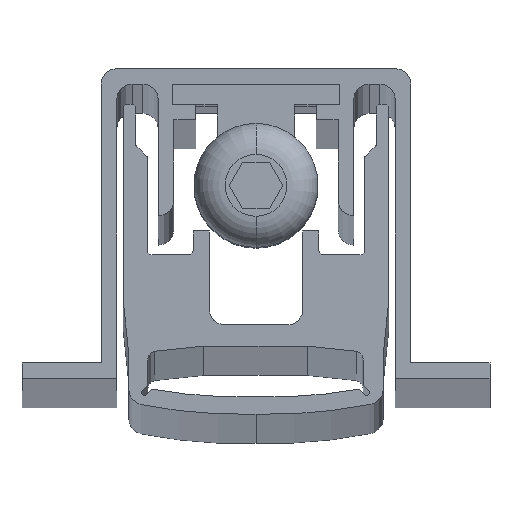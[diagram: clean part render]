
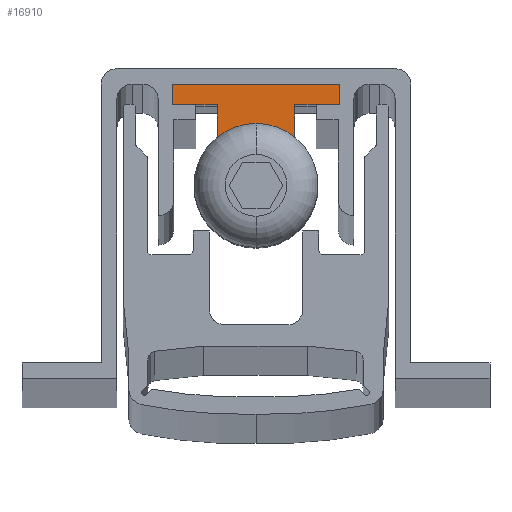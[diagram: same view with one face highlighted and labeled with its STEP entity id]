
A CAD part, top view. The second image highlights one B-rep face of the part: STEP entity #16910.
In plain terms, the highlighted planar face has unit normal (0, 0, 1).
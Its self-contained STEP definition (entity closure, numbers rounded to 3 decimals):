
#242 = VERTEX_POINT ( 'NONE', #32867 ) ;
#597 = VERTEX_POINT ( 'NONE', #14079 ) ;
#766 = DIRECTION ( 'NONE',  ( 1., 0., 0. ) ) ;
#1332 = DIRECTION ( 'NONE',  ( 0., 1., 0. ) ) ;
#1368 = EDGE_CURVE ( 'NONE', #18454, #30189, #22745, .T. ) ;
#1965 = DIRECTION ( 'NONE',  ( 0., -1., 0. ) ) ;
#2453 = EDGE_CURVE ( 'NONE', #16284, #242, #21697, .T. ) ;
#2976 = LINE ( 'NONE', #18617, #32452 ) ;
#3024 = AXIS2_PLACEMENT_3D ( 'NONE', #32613, #11764, #16802 ) ;
#3644 = AXIS2_PLACEMENT_3D ( 'NONE', #7514, #25620, #1965 ) ;
#3971 = ORIENTED_EDGE ( 'NONE', *, *, #14263, .F. ) ;
#4296 = CARTESIAN_POINT ( 'NONE',  ( -5.4, 5.25, -1. ) ) ;
#4365 = EDGE_CURVE ( 'NONE', #597, #25471, #6576, .T. ) ;
#4849 = CARTESIAN_POINT ( 'NONE',  ( 5.4, 5.25, -1. ) ) ;
#5770 = ORIENTED_EDGE ( 'NONE', *, *, #14011, .T. ) ;
#5839 = ORIENTED_EDGE ( 'NONE', *, *, #2453, .T. ) ;
#5963 = CARTESIAN_POINT ( 'NONE',  ( -2.5, 0., -1. ) ) ;
#6002 = DIRECTION ( 'NONE',  ( 0., 1., 0. ) ) ;
#6550 = DIRECTION ( 'NONE',  ( 0., 0., 1. ) ) ;
#6576 = CIRCLE ( 'NONE', #31550, 2.5 ) ;
#7514 = CARTESIAN_POINT ( 'NONE',  ( 0., 0., -1. ) ) ;
#8206 = VECTOR ( 'NONE', #15923, 1000. ) ;
#8378 = DIRECTION ( 'NONE',  ( 1., 0., 0. ) ) ;
#8717 = CIRCLE ( 'NONE', #3644, 2.5 ) ;
#9463 = CARTESIAN_POINT ( 'NONE',  ( -2.5, 0., -1. ) ) ;
#10707 = CARTESIAN_POINT ( 'NONE',  ( 2.5, 0., -1. ) ) ;
#11408 = PLANE ( 'NONE',  #3024 ) ;
#11764 = DIRECTION ( 'NONE',  ( 0., 0., -1. ) ) ;
#11897 = CARTESIAN_POINT ( 'NONE',  ( -5.4, 5.25, -1. ) ) ;
#11933 = CARTESIAN_POINT ( 'NONE',  ( -2.5, 5.25, -1. ) ) ;
#11941 = LINE ( 'NONE', #14715, #30820 ) ;
#12334 = CARTESIAN_POINT ( 'NONE',  ( 5.4, 6.55, -1. ) ) ;
#12406 = ORIENTED_EDGE ( 'NONE', *, *, #18834, .F. ) ;
#12515 = EDGE_CURVE ( 'NONE', #25471, #13624, #16618, .T. ) ;
#12561 = EDGE_LOOP ( 'NONE', ( #12406, #32429, #30319, #3971, #5839, #5770, #33089, #33121, #30234 ) ) ;
#13624 = VERTEX_POINT ( 'NONE', #11933 ) ;
#13664 = CARTESIAN_POINT ( 'NONE',  ( -5.4, 6.55, -1. ) ) ;
#14011 = EDGE_CURVE ( 'NONE', #242, #13624, #24598, .T. ) ;
#14079 = CARTESIAN_POINT ( 'NONE',  ( 0., 2.5, -1. ) ) ;
#14263 = EDGE_CURVE ( 'NONE', #16284, #31833, #26979, .T. ) ;
#14476 = CARTESIAN_POINT ( 'NONE',  ( 2.5, 6.55, -1. ) ) ;
#14715 = CARTESIAN_POINT ( 'NONE',  ( 5.4, 6.55, -1. ) ) ;
#15903 = EDGE_CURVE ( 'NONE', #29411, #597, #8717, .T. ) ;
#15923 = DIRECTION ( 'NONE',  ( 0., -1., 0. ) ) ;
#16284 = VERTEX_POINT ( 'NONE', #28061 ) ;
#16618 = LINE ( 'NONE', #9463, #31475 ) ;
#16802 = DIRECTION ( 'NONE',  ( 0., 1., 0. ) ) ;
#16910 = ADVANCED_FACE ( 'NONE', ( #20100 ), #11408, .F. ) ;
#18454 = VERTEX_POINT ( 'NONE', #19383 ) ;
#18617 = CARTESIAN_POINT ( 'NONE',  ( 2.5, 0., -1. ) ) ;
#18834 = EDGE_CURVE ( 'NONE', #18454, #29411, #2976, .T. ) ;
#19383 = CARTESIAN_POINT ( 'NONE',  ( 2.5, 5.25, -1. ) ) ;
#19893 = VECTOR ( 'NONE', #8378, 1000. ) ;
#20100 = FACE_OUTER_BOUND ( 'NONE', #12561, .T. ) ;
#20112 = DIRECTION ( 'NONE',  ( 0., -1., 0. ) ) ;
#20167 = EDGE_CURVE ( 'NONE', #30189, #31833, #11941, .T. ) ;
#21697 = LINE ( 'NONE', #13664, #8206 ) ;
#22706 = VECTOR ( 'NONE', #27955, 1000. ) ;
#22707 = CARTESIAN_POINT ( 'NONE',  ( 0., 0., -1. ) ) ;
#22745 = LINE ( 'NONE', #4296, #22706 ) ;
#24598 = LINE ( 'NONE', #11897, #32069 ) ;
#25471 = VERTEX_POINT ( 'NONE', #5963 ) ;
#25620 = DIRECTION ( 'NONE',  ( 0., 0., 1. ) ) ;
#26979 = LINE ( 'NONE', #14476, #19893 ) ;
#27955 = DIRECTION ( 'NONE',  ( 1., 0., 0. ) ) ;
#28061 = CARTESIAN_POINT ( 'NONE',  ( -5.4, 6.55, -1. ) ) ;
#29056 = DIRECTION ( 'NONE',  ( 0., -1., 0. ) ) ;
#29411 = VERTEX_POINT ( 'NONE', #10707 ) ;
#30189 = VERTEX_POINT ( 'NONE', #4849 ) ;
#30234 = ORIENTED_EDGE ( 'NONE', *, *, #15903, .F. ) ;
#30319 = ORIENTED_EDGE ( 'NONE', *, *, #20167, .T. ) ;
#30820 = VECTOR ( 'NONE', #1332, 1000. ) ;
#31475 = VECTOR ( 'NONE', #6002, 1000. ) ;
#31550 = AXIS2_PLACEMENT_3D ( 'NONE', #22707, #6550, #20112 ) ;
#31833 = VERTEX_POINT ( 'NONE', #12334 ) ;
#32069 = VECTOR ( 'NONE', #766, 1000. ) ;
#32429 = ORIENTED_EDGE ( 'NONE', *, *, #1368, .T. ) ;
#32452 = VECTOR ( 'NONE', #29056, 1000. ) ;
#32613 = CARTESIAN_POINT ( 'NONE',  ( 0., 0., -1. ) ) ;
#32867 = CARTESIAN_POINT ( 'NONE',  ( -5.4, 5.25, -1. ) ) ;
#33089 = ORIENTED_EDGE ( 'NONE', *, *, #12515, .F. ) ;
#33121 = ORIENTED_EDGE ( 'NONE', *, *, #4365, .F. ) ;
